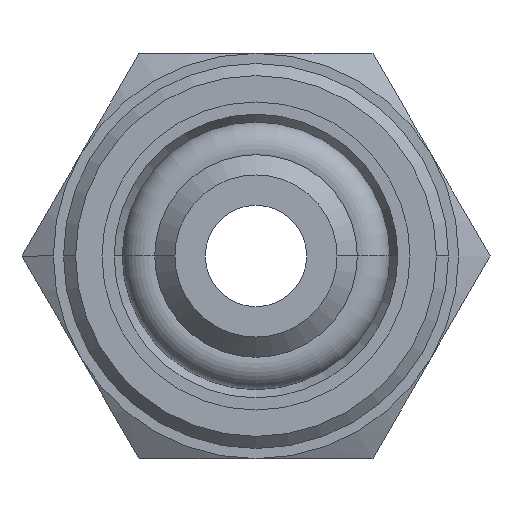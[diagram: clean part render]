
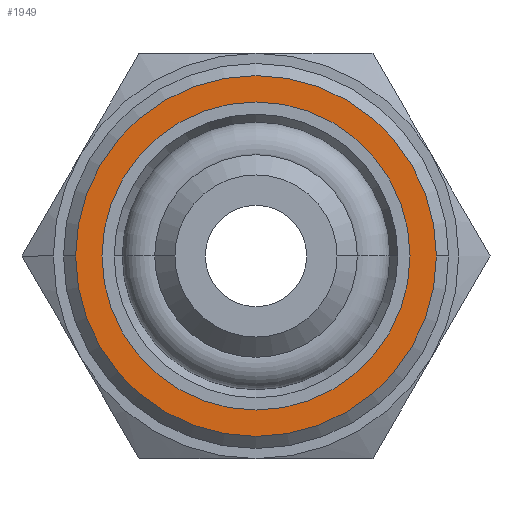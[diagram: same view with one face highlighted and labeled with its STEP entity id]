
A CAD part, front view. The second image highlights one B-rep face of the part: STEP entity #1949.
In plain terms, the highlighted planar face has unit normal (0, -1, 0).
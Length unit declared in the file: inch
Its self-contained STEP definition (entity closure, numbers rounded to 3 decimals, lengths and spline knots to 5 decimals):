
#75 = DIRECTION ( 'NONE',  ( 0., 1., 0. ) ) ;
#84 = DIRECTION ( 'NONE',  ( 0., 1., 0. ) ) ;
#205 = DIRECTION ( 'NONE',  ( 0., -1., 0. ) ) ;
#236 = VERTEX_POINT ( 'NONE', #253 ) ;
#253 = CARTESIAN_POINT ( 'NONE',  ( 0.14961, 0.19685, 0. ) ) ;
#274 = EDGE_CURVE ( 'NONE', #1243, #909, #1774, .T. ) ;
#314 = CARTESIAN_POINT ( 'NONE',  ( 0., 0.19685, 0. ) ) ;
#316 = EDGE_CURVE ( 'NONE', #909, #1243, #511, .T. ) ;
#348 = CARTESIAN_POINT ( 'NONE',  ( -0.14961, 0.19685, 0. ) ) ;
#386 = ORIENTED_EDGE ( 'NONE', *, *, #453, .T. ) ;
#408 = DIRECTION ( 'NONE',  ( -1., 0., 0. ) ) ;
#424 = CARTESIAN_POINT ( 'NONE',  ( 0., 0.19685, 0. ) ) ;
#443 = AXIS2_PLACEMENT_3D ( 'NONE', #736, #84, #408 ) ;
#453 = EDGE_CURVE ( 'NONE', #236, #638, #1849, .T. ) ;
#473 = CARTESIAN_POINT ( 'NONE',  ( 0., 0.19685, 0. ) ) ;
#480 = EDGE_CURVE ( 'NONE', #638, #236, #1650, .T. ) ;
#511 = CIRCLE ( 'NONE', #1423, 0.1752 ) ;
#542 = EDGE_LOOP ( 'NONE', ( #2031, #1901 ) ) ;
#638 = VERTEX_POINT ( 'NONE', #348 ) ;
#736 = CARTESIAN_POINT ( 'NONE',  ( 0., 0.19685, 0. ) ) ;
#866 = FACE_OUTER_BOUND ( 'NONE', #542, .T. ) ;
#901 = EDGE_LOOP ( 'NONE', ( #1780, #386 ) ) ;
#909 = VERTEX_POINT ( 'NONE', #2044 ) ;
#1126 = DIRECTION ( 'NONE',  ( 0., 1., 0. ) ) ;
#1173 = PLANE ( 'NONE',  #1511 ) ;
#1243 = VERTEX_POINT ( 'NONE', #1801 ) ;
#1286 = DIRECTION ( 'NONE',  ( -1., 0., 0. ) ) ;
#1342 = CARTESIAN_POINT ( 'NONE',  ( -0.1624, 0.19685, 0. ) ) ;
#1418 = AXIS2_PLACEMENT_3D ( 'NONE', #473, #1618, #1286 ) ;
#1423 = AXIS2_PLACEMENT_3D ( 'NONE', #424, #75, #1864 ) ;
#1457 = DIRECTION ( 'NONE',  ( -1., 0., 0. ) ) ;
#1506 = DIRECTION ( 'NONE',  ( 1., 0., 0. ) ) ;
#1511 = AXIS2_PLACEMENT_3D ( 'NONE', #1342, #205, #1506 ) ;
#1563 = AXIS2_PLACEMENT_3D ( 'NONE', #314, #1126, #1457 ) ;
#1618 = DIRECTION ( 'NONE',  ( 0., 1., 0. ) ) ;
#1650 = CIRCLE ( 'NONE', #1563, 0.14961 ) ;
#1698 = FACE_BOUND ( 'NONE', #901, .T. ) ;
#1774 = CIRCLE ( 'NONE', #443, 0.1752 ) ;
#1780 = ORIENTED_EDGE ( 'NONE', *, *, #480, .T. ) ;
#1801 = CARTESIAN_POINT ( 'NONE',  ( -0.1752, 0.19685, 0. ) ) ;
#1849 = CIRCLE ( 'NONE', #1418, 0.14961 ) ;
#1864 = DIRECTION ( 'NONE',  ( -1., 0., 0. ) ) ;
#1901 = ORIENTED_EDGE ( 'NONE', *, *, #316, .F. ) ;
#1949 = ADVANCED_FACE ( 'NONE', ( #866, #1698 ), #1173, .T. ) ;
#2031 = ORIENTED_EDGE ( 'NONE', *, *, #274, .F. ) ;
#2044 = CARTESIAN_POINT ( 'NONE',  ( 0.1752, 0.19685, 0. ) ) ;
